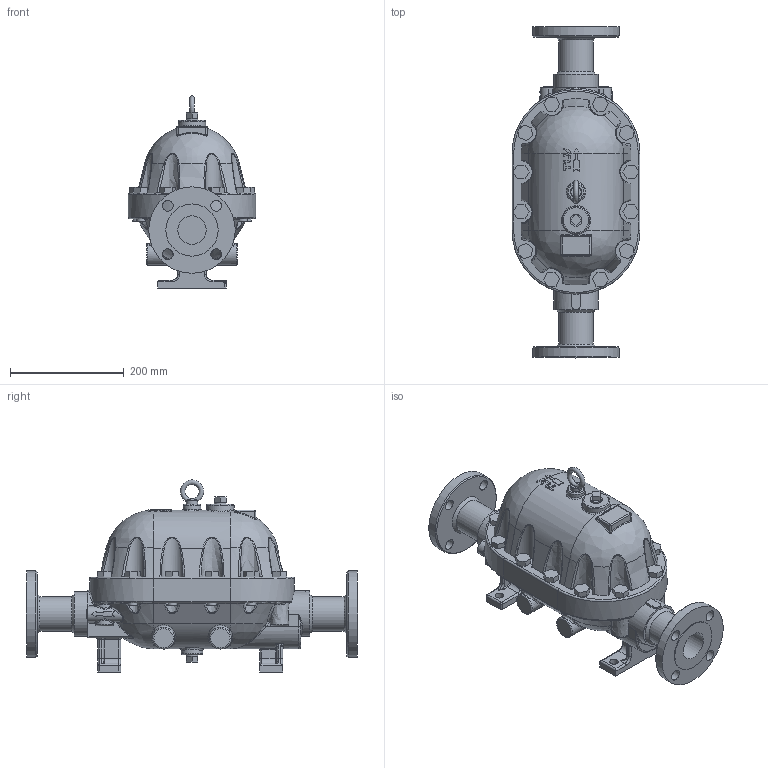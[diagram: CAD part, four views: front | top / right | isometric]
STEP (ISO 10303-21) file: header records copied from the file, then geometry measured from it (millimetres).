
FILE_DESCRIPTION((''),'2;1');
FILE_NAME('jl9x0-050-a0150-00.stp','2010-12-24T13:00:44',('asada'),(''),'Autodesk Inventor 2008','Autodesk Inventor 2008','');
FILE_SCHEMA(('AUTOMOTIVE_DESIGN { 1 0 10303 214 1 1 1 1 }'));
Length unit declared in the file: millimetre
Products named in the file (1): jl9x0-050-a0150-00
Bounding box: 225 x 584 x 337.95 mm (x, y, z)
Volume: 12299991.1 mm3; surface area: 535302.6 mm2
Topology: 13 solids, 13 shells, 831 faces, 2086 edges, 1288 vertices
Faces by surface type: bspline 377, plane 234, cylinder 153, torus 39, cone 15, sphere 13
Full cylindrical faces by diameter (mm): 15 x2, 16 x4, 17 x1, 18 x6, 19 x4, 20 x1, 21 x2, 31.5 x1, 38 x2, 48 x1, 50 x1, 60.5 x1, 78 x2, 91.9 x1, 152 x1
Entity records: 52023 total; most frequent: CARTESIAN_POINT 34210, ORIENTED_EDGE 3916, DIRECTION 3189, EDGE_CURVE 1958, VERTEX_POINT 1263, AXIS2_PLACEMENT_3D 1243, EDGE_LOOP 965, FACE_OUTER_BOUND 831
